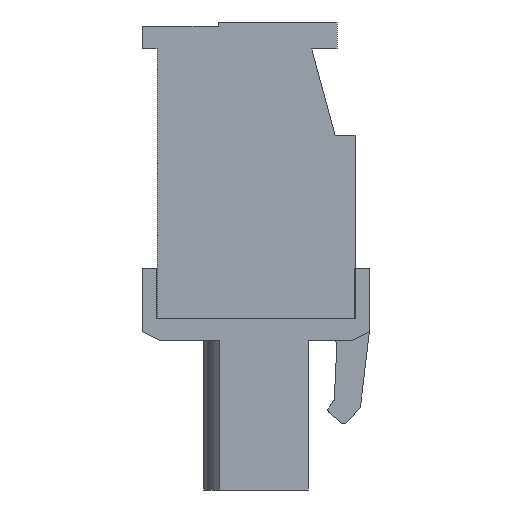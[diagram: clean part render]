
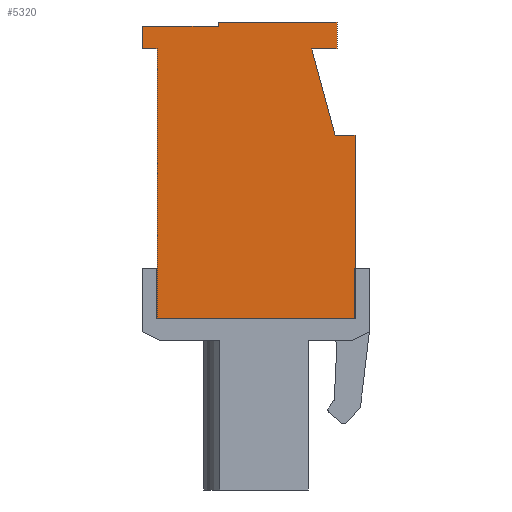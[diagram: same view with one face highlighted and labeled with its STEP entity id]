
A CAD part, left-side view. The second image highlights one B-rep face of the part: STEP entity #5320.
In plain terms, the highlighted planar face has unit normal (-1, 0, 0).
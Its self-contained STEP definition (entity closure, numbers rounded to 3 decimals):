
#5320 = ADVANCED_FACE( '', ( #11475 ), #11476, .T. );
#11475 = FACE_OUTER_BOUND( '', #18603, .T. );
#11476 = PLANE( '', #18604 );
#18603 = EDGE_LOOP( '', ( #33585, #33586, #33587, #33588, #33589, #33590, #33591, #33592, #33593, #33594, #33595, #33596 ) );
#18604 = AXIS2_PLACEMENT_3D( '', #33597, #33598, #33599 );
#33585 = ORIENTED_EDGE( '', *, *, #49649, .T. );
#33586 = ORIENTED_EDGE( '', *, *, #48214, .T. );
#33587 = ORIENTED_EDGE( '', *, *, #49650, .T. );
#33588 = ORIENTED_EDGE( '', *, *, #44498, .T. );
#33589 = ORIENTED_EDGE( '', *, *, #49651, .T. );
#33590 = ORIENTED_EDGE( '', *, *, #49652, .T. );
#33591 = ORIENTED_EDGE( '', *, *, #49653, .T. );
#33592 = ORIENTED_EDGE( '', *, *, #44991, .T. );
#33593 = ORIENTED_EDGE( '', *, *, #49654, .T. );
#33594 = ORIENTED_EDGE( '', *, *, #47887, .T. );
#33595 = ORIENTED_EDGE( '', *, *, #49655, .T. );
#33596 = ORIENTED_EDGE( '', *, *, #49247, .T. );
#33597 = CARTESIAN_POINT( '', ( -53.34, 0., 0. ) );
#33598 = DIRECTION( '', ( -1., 0., 0. ) );
#33599 = DIRECTION( '', ( 0., 0., 1. ) );
#44498 = EDGE_CURVE( '', #53872, #53873, #53874, .T. );
#44991 = EDGE_CURVE( '', #54596, #54745, #54747, .T. );
#47887 = EDGE_CURVE( '', #59407, #59408, #59409, .T. );
#48214 = EDGE_CURVE( '', #59904, #59905, #59906, .T. );
#49247 = EDGE_CURVE( '', #61392, #61393, #61394, .T. );
#49649 = EDGE_CURVE( '', #61393, #59904, #61918, .T. );
#49650 = EDGE_CURVE( '', #59905, #53872, #61919, .T. );
#49651 = EDGE_CURVE( '', #53873, #61920, #61921, .T. );
#49652 = EDGE_CURVE( '', #61920, #61922, #61923, .T. );
#49653 = EDGE_CURVE( '', #61922, #54596, #61924, .T. );
#49654 = EDGE_CURVE( '', #54745, #59407, #61925, .T. );
#49655 = EDGE_CURVE( '', #59408, #61392, #61926, .T. );
#53872 = VERTEX_POINT( '', #67334 );
#53873 = VERTEX_POINT( '', #67335 );
#53874 = LINE( '', #67336, #67337 );
#54596 = VERTEX_POINT( '', #68386 );
#54745 = VERTEX_POINT( '', #68617 );
#54747 = LINE( '', #68620, #68621 );
#59407 = VERTEX_POINT( '', #75486 );
#59408 = VERTEX_POINT( '', #75487 );
#59409 = LINE( '', #75488, #75489 );
#59904 = VERTEX_POINT( '', #76228 );
#59905 = VERTEX_POINT( '', #76229 );
#59906 = LINE( '', #76230, #76231 );
#61392 = VERTEX_POINT( '', #78478 );
#61393 = VERTEX_POINT( '', #78479 );
#61394 = LINE( '', #78480, #78481 );
#61918 = LINE( '', #79285, #79286 );
#61919 = LINE( '', #79287, #79288 );
#61920 = VERTEX_POINT( '', #79289 );
#61921 = LINE( '', #79290, #79291 );
#61922 = VERTEX_POINT( '', #79292 );
#61923 = LINE( '', #79293, #79294 );
#61924 = LINE( '', #79295, #79296 );
#61925 = LINE( '', #79297, #79298 );
#61926 = LINE( '', #79299, #79300 );
#67334 = CARTESIAN_POINT( '', ( -53.34, 2.1, 8.75 ) );
#67335 = CARTESIAN_POINT( '', ( -53.34, 6.3, 8.75 ) );
#67336 = CARTESIAN_POINT( '', ( -53.34, 2.1, 8.75 ) );
#67337 = VECTOR( '', #84130, 1000. );
#68386 = CARTESIAN_POINT( '', ( -53.34, 5.5, -7.5 ) );
#68617 = CARTESIAN_POINT( '', ( -53.34, -5.5, -7.5 ) );
#68620 = CARTESIAN_POINT( '', ( -53.34, 5.5, -7.5 ) );
#68621 = VECTOR( '', #84598, 1000. );
#75486 = CARTESIAN_POINT( '', ( -53.34, -5.5, 2.7 ) );
#75487 = CARTESIAN_POINT( '', ( -53.34, -4.4, 2.7 ) );
#75488 = CARTESIAN_POINT( '', ( -53.34, -5.5, 2.7 ) );
#75489 = VECTOR( '', #87196, 1000. );
#76228 = CARTESIAN_POINT( '', ( -53.34, -4.5, 9. ) );
#76229 = CARTESIAN_POINT( '', ( -53.34, 2.1, 9. ) );
#76230 = CARTESIAN_POINT( '', ( -53.34, -4.5, 9. ) );
#76231 = VECTOR( '', #87471, 1000. );
#78478 = CARTESIAN_POINT( '', ( -53.34, -3.1, 7.5 ) );
#78479 = CARTESIAN_POINT( '', ( -53.34, -4.5, 7.5 ) );
#78480 = CARTESIAN_POINT( '', ( -53.34, -3.1, 7.5 ) );
#78481 = VECTOR( '', #88410, 1000. );
#79285 = CARTESIAN_POINT( '', ( -53.34, -4.5, 7.5 ) );
#79286 = VECTOR( '', #88706, 1000. );
#79287 = CARTESIAN_POINT( '', ( -53.34, 2.1, 9. ) );
#79288 = VECTOR( '', #88707, 1000. );
#79289 = CARTESIAN_POINT( '', ( -53.34, 6.3, 7.5 ) );
#79290 = CARTESIAN_POINT( '', ( -53.34, 6.3, 8.75 ) );
#79291 = VECTOR( '', #88708, 1000. );
#79292 = CARTESIAN_POINT( '', ( -53.34, 5.5, 7.5 ) );
#79293 = CARTESIAN_POINT( '', ( -53.34, 6.3, 7.5 ) );
#79294 = VECTOR( '', #88709, 1000. );
#79295 = CARTESIAN_POINT( '', ( -53.34, 5.5, 7.5 ) );
#79296 = VECTOR( '', #88710, 1000. );
#79297 = CARTESIAN_POINT( '', ( -53.34, -5.5, -7.5 ) );
#79298 = VECTOR( '', #88711, 1000. );
#79299 = CARTESIAN_POINT( '', ( -53.34, -4.4, 2.7 ) );
#79300 = VECTOR( '', #88712, 1000. );
#84130 = DIRECTION( '', ( 0., 1., 0. ) );
#84598 = DIRECTION( '', ( 0., -1., 0. ) );
#87196 = DIRECTION( '', ( 0., 1., 0. ) );
#87471 = DIRECTION( '', ( 0., 1., 0. ) );
#88410 = DIRECTION( '', ( 0., -1., 0. ) );
#88706 = DIRECTION( '', ( 0., 0., 1. ) );
#88707 = DIRECTION( '', ( 0., 0., -1. ) );
#88708 = DIRECTION( '', ( 0., 0., -1. ) );
#88709 = DIRECTION( '', ( 0., -1., 0. ) );
#88710 = DIRECTION( '', ( 0., 0., -1. ) );
#88711 = DIRECTION( '', ( 0., 0., 1. ) );
#88712 = DIRECTION( '', ( 0., 0.261, 0.965 ) );
